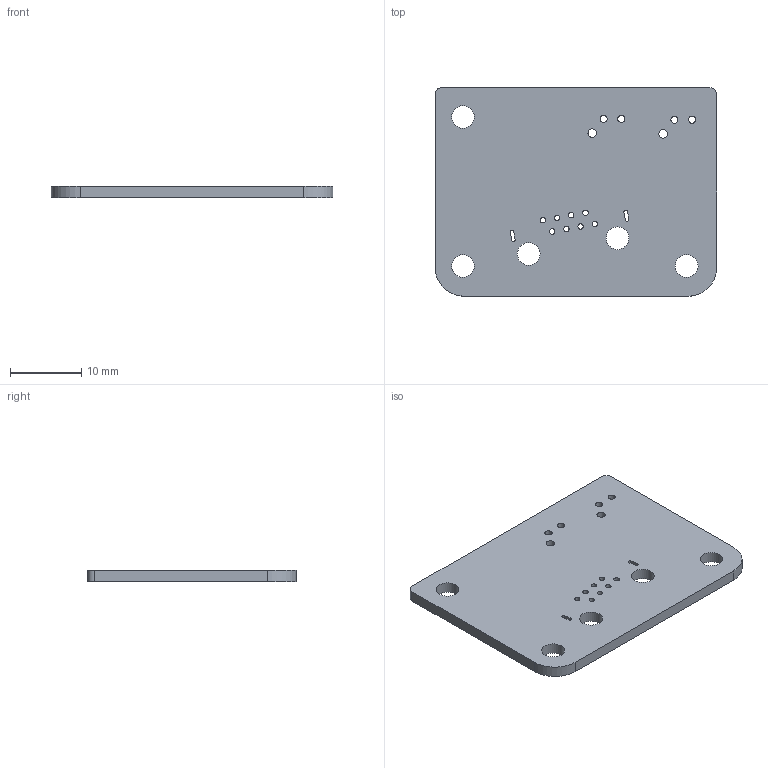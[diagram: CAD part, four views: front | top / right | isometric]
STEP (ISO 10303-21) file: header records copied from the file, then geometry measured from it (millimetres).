
FILE_DESCRIPTION(('KiCad electronic assembly'),'2;1');
FILE_NAME('DriveByWireInputAltSTM32QFN28.step','2022-08-17T18:50:55',( 'Pcbnew'),('Kicad'),'Open CASCADE STEP processor 7.6', 'KiCad to STEP converter','Unknown');
FILE_SCHEMA(('AUTOMOTIVE_DESIGN { 1 0 10303 214 1 1 1 1 }'));
Length unit declared in the file: millimetre
Products named in the file (2): DriveByWireInputAltSTM32QFN28 1; DriveByWireInputAltSTM32QFN28 PCB
Assembly tree (1 placements, depth 2):
  DriveByWireInputAltSTM32QFN28 1
    DriveByWireInputAltSTM32QFN28 PCB
Bounding box: 39.66 x 29.36 x 1.6 mm (x, y, z)
Volume: 1769.5 mm3; surface area: 2581 mm2
Topology: 1 solids, 1 shells, 37 faces, 105 edges, 70 vertices
Faces by surface type: cylinder 27, plane 10
Full cylindrical faces by diameter (mm): 0.76 x8, 1 x4, 1.2 x2, 3.2 x5
Entity records: 2891 total; most frequent: CARTESIAN_POINT 748, DIRECTION 393, ORIENTED_EDGE 210, PCURVE 210, DEFINITIONAL_REPRESENTATION 210, LINE 207, VECTOR 207, EDGE_CURVE 105
